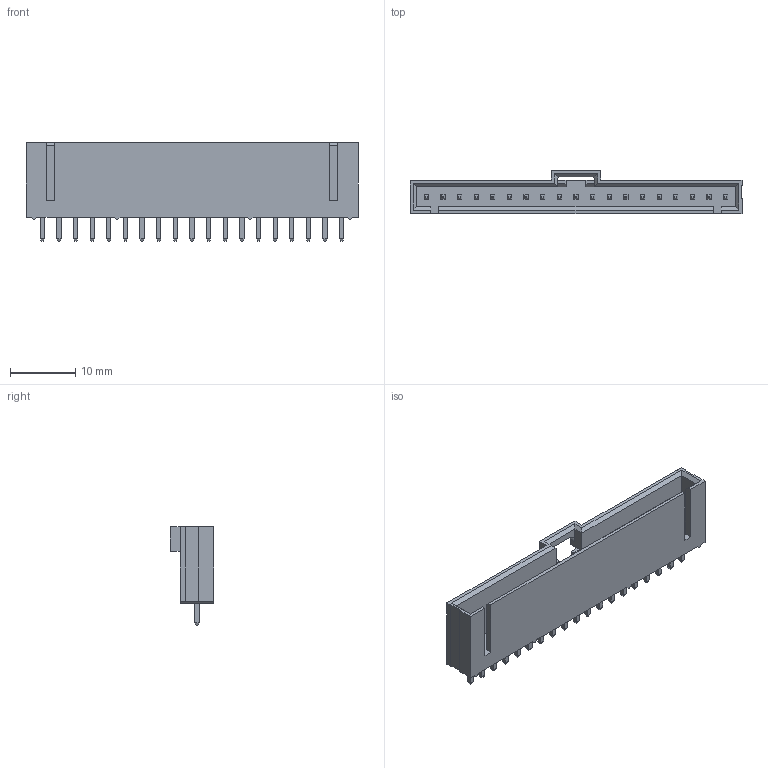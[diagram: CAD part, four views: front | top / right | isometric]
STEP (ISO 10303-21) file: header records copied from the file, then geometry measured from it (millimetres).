
FILE_DESCRIPTION((''),'2;1');
FILE_NAME('1719710019','2019-01-10T',('gga'),(''),'PRO/ENGINEER BY PARAMETRIC TECHNOLOGY CORPORATION, 2016010','PRO/ENGINEER BY PARAMETRIC TECHNOLOGY CORPORATION, 2016010','');
FILE_SCHEMA(('CONFIG_CONTROL_DESIGN'));
Length unit declared in the file: millimetre
Products named in the file (1): 1719710019
Bounding box: 50.72 x 6.6 x 15.11 mm (x, y, z)
Volume: 1653.4 mm3; surface area: 3147 mm2
Topology: 1 solids, 1 shells, 416 faces, 1008 edges, 632 vertices
Faces by surface type: plane 414, cylinder 2
Entity records: 11722 total; most frequent: CARTESIAN_POINT 2017, ORIENTED_EDGE 1938, DIRECTION 1884, EDGE_CURVE 969, VECTOR 966, LINE 966, VERTEX_POINT 592, AXIS2_PLACEMENT_3D 459
